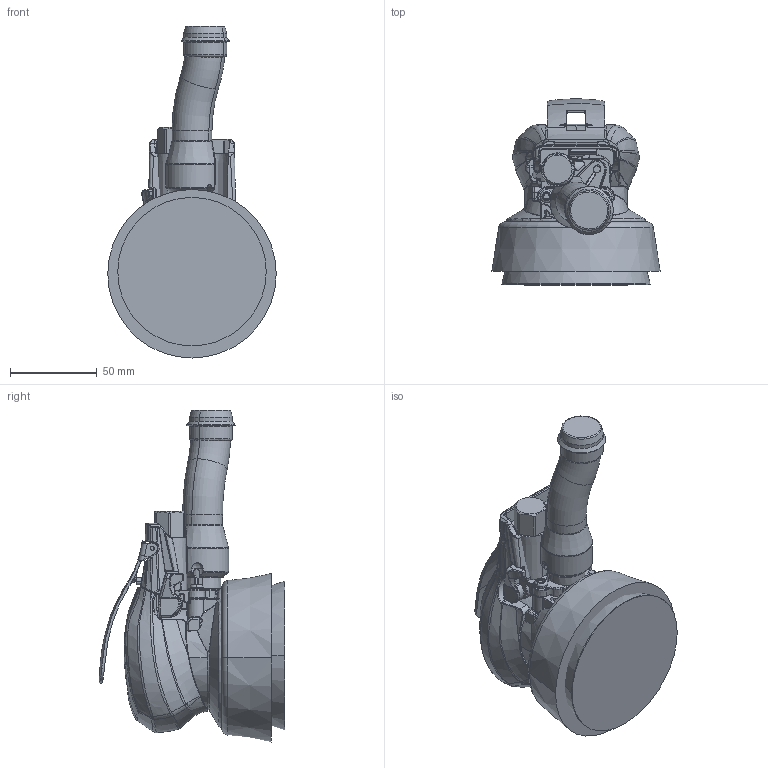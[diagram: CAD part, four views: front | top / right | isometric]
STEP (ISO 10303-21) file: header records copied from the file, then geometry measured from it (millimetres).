
FILE_DESCRIPTION((''),'2;1');
FILE_NAME('TMP10434_SW','2010-01-12T',('TooextPHE'),(''),'PRO/ENGINEER BY PARAMETRIC TECHNOLOGY CORPORATION, 2008310','PRO/ENGINEER BY PARAMETRIC TECHNOLOGY CORPORATION, 2008310','');
FILE_SCHEMA(('CONFIG_CONTROL_DESIGN', 'GEOMETRIC_VALIDATION_PROPERTIES_MIM'));
Length unit declared in the file: millimetre
Products named in the file (1): TMP10434_SW
Bounding box: 97 x 107.08 x 191.14 mm (x, y, z)
Surface area: 80660.6 mm2 (no closed solid volume)
Topology: 0 solids, 24 shells, 731 faces, 2665 edges, 1876 vertices
Faces by surface type: bspline 260, cylinder 179, plane 123, torus 98, cone 52, extrusion 14, sphere 5
Entity records: 49161 total; most frequent: CARTESIAN_POINT 25347, ORIENTED_EDGE 4137, DIRECTION 2787, EDGE_CURVE 2657, VERTEX_POINT 1876, B_SPLINE_CURVE_WITH_KNOTS 1453, AXIS2_PLACEMENT_3D 1098, PRESENTATION_STYLE_ASSIGNMENT 741
